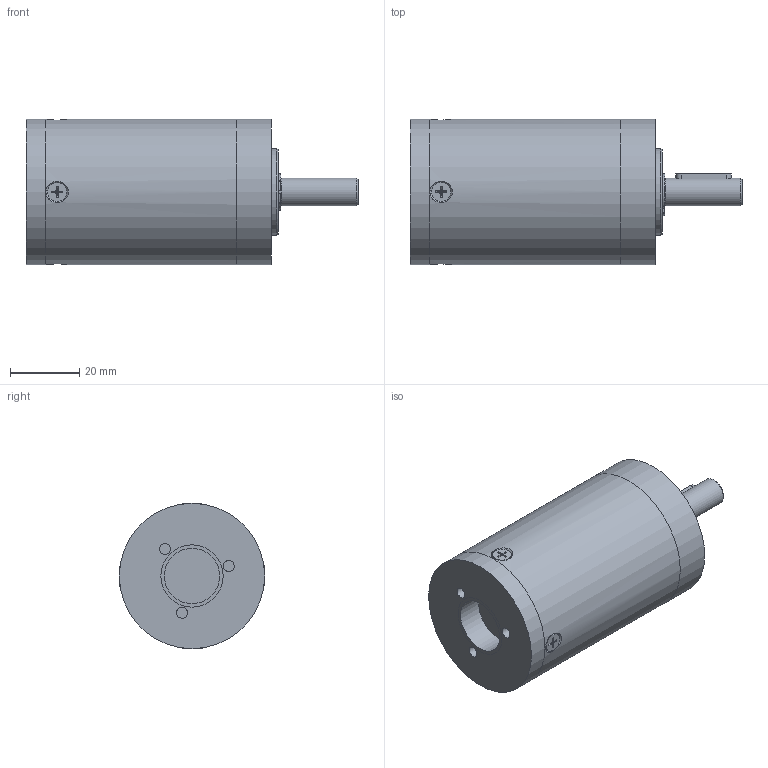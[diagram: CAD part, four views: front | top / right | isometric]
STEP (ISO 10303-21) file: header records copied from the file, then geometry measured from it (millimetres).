
FILE_DESCRIPTION(/* description */ (' simplified, round and square'),/* implementation_level */ '2;1');
FILE_NAME(/* name */ 'D-00005464.stp',/* time_stamp */ '2023-10-05T11:07:59+02:00',/* author */ ('angelika.schneid'),/* organization */ (''),/* preprocessor_version */ 'ST-DEVELOPER v18.1',/* originating_system */ 'Autodesk Inventor 2021',/* authorisation */ '');
FILE_SCHEMA (('AUTOMOTIVE_DESIGN { 1 0 10303 214 3 1 1 }'));
Length unit declared in the file: millimetre
Products named in the file (1): D-00005463
Bounding box: 95.9 x 42 x 42 mm (x, y, z)
Volume: 105747.2 mm3; surface area: 30872 mm2
Topology: 14 solids, 14 shells, 294 faces, 684 edges, 446 vertices
Faces by surface type: plane 105, cylinder 89, cone 80, torus 20
Full cylindrical faces by diameter (mm): 1.2 x2, 2 x2, 2.459 x9, 2.693 x4, 3 x4, 3.2 x4, 3.242 x4, 3.5 x4, 3.97 x6, 5.5 x4, 7.6 x1, 7.998 x1, 8 x3, 10.5 x4, 12.14 x2, 16 x1, 18 x2, 19 x2, 22 x2, 25 x1, 30 x1, 34 x1, 36 x4, 37 x2, 42 x3
Entity records: 9404 total; most frequent: CARTESIAN_POINT 2356, DIRECTION 1422, ORIENTED_EDGE 1330, EDGE_CURVE 665, AXIS2_PLACEMENT_3D 572, VERTEX_POINT 446, EDGE_LOOP 357, STYLED_ITEM 294
